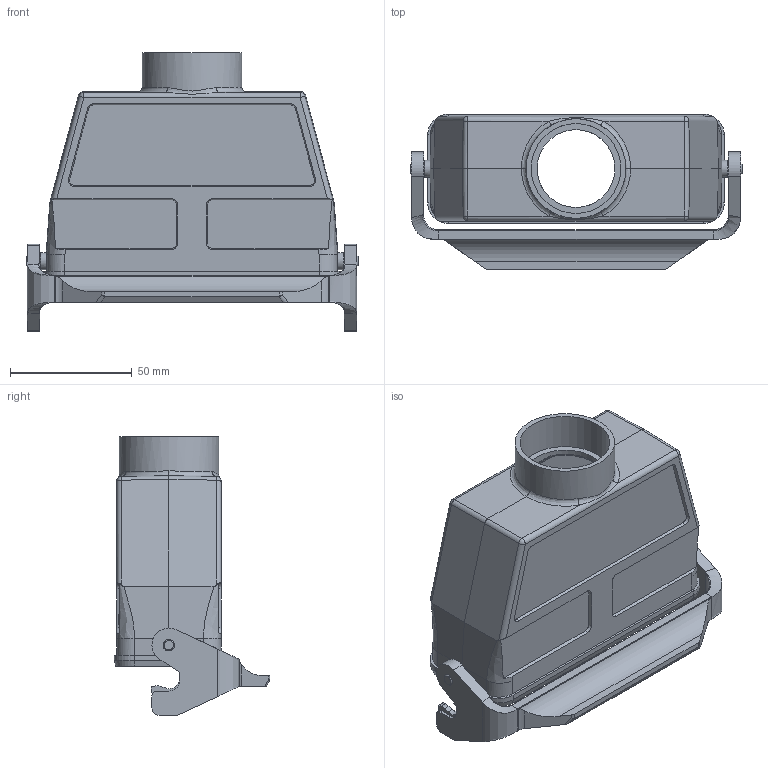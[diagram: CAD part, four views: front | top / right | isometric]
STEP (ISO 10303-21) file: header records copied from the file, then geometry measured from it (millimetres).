
FILE_DESCRIPTION(/* description */ (''),/* implementation_level */ '2;1');
FILE_NAME(/* name */ '100765567ugm000_a.stp',/* time_stamp */ '2019-08-07T08:04:18+02:00',/* author */ (''),/* organization */ (''),/* preprocessor_version */ 'ST-DEVELOPER v16.7',/* originating_system */ 'SIEMENS PLM Software NX 12.0',/* authorisation */ '');
FILE_SCHEMA (('AUTOMOTIVE_DESIGN { 1 0 10303 214 3 1 1 1 }'));
Length unit declared in the file: millimetre
Products named in the file (1): 100765567ugm000_a
Bounding box: 136.6 x 64 x 114.5 mm (x, y, z)
Volume: 104697.2 mm3; surface area: 68487.3 mm2
Topology: 2 solids, 2 shells, 489 faces, 1258 edges, 790 vertices
Faces by surface type: plane 272, cylinder 108, bspline 59, cone 36, sphere 8, torus 6
Full cylindrical faces by diameter (mm): 2.74 x4, 4 x2, 4.8 x2, 7 x2, 32 x1, 37 x1, 41 x1
Entity records: 19536 total; most frequent: CARTESIAN_POINT 6120, ORIENTED_EDGE 2446, DIRECTION 2275, EDGE_CURVE 1223, VERTEX_POINT 777, AXIS2_PLACEMENT_3D 771, LINE 733, VECTOR 733
